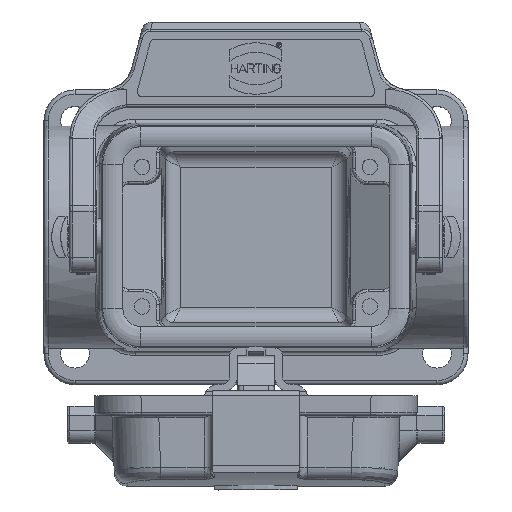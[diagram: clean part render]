
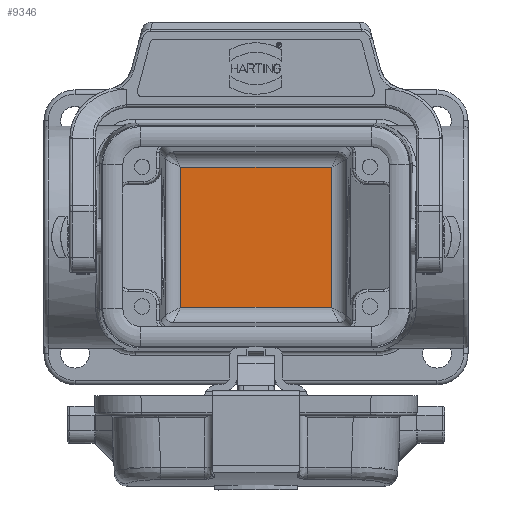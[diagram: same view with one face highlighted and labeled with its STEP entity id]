
A CAD part, top view. The second image highlights one B-rep face of the part: STEP entity #9346.
In plain terms, the highlighted planar face has unit normal (0, 0, 1).
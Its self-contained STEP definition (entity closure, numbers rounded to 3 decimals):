
#9346=ADVANCED_FACE('',(#11372),#10567,.F.);
#10567=PLANE('',#36468);
#11372=FACE_OUTER_BOUND('',#12653,.T.);
#12653=EDGE_LOOP('',(#15834,#15835,#15836,#15837));
#15834=ORIENTED_EDGE('',*,*,#24363,.T.);
#15835=ORIENTED_EDGE('',*,*,#24364,.T.);
#15836=ORIENTED_EDGE('',*,*,#24365,.T.);
#15837=ORIENTED_EDGE('',*,*,#24366,.T.);
#21966=VERTEX_POINT('',#49211);
#21967=VERTEX_POINT('',#49212);
#21968=VERTEX_POINT('',#49214);
#21969=VERTEX_POINT('',#49216);
#24363=EDGE_CURVE('',#21966,#21967,#29800,.T.);
#24364=EDGE_CURVE('',#21967,#21968,#29801,.T.);
#24365=EDGE_CURVE('',#21968,#21969,#29802,.T.);
#24366=EDGE_CURVE('',#21969,#21966,#29803,.T.);
#29800=LINE('',#49210,#31862);
#29801=LINE('',#49213,#31863);
#29802=LINE('',#49215,#31864);
#29803=LINE('',#49217,#31865);
#31862=VECTOR('',#39640,1.);
#31863=VECTOR('',#39641,1.);
#31864=VECTOR('',#39642,1.);
#31865=VECTOR('',#39643,1.);
#36468=AXIS2_PLACEMENT_3D('',#49218,#39644,#39645);
#39640=DIRECTION('',(1.,0.,0.));
#39641=DIRECTION('',(0.,1.,0.));
#39642=DIRECTION('',(-1.,0.,0.));
#39643=DIRECTION('',(0.,-1.,0.));
#39644=DIRECTION('',(0.,0.,-1.));
#39645=DIRECTION('',(-1.,0.,0.));
#49210=CARTESIAN_POINT('',(-16.,-13.572,-58.25));
#49211=CARTESIAN_POINT('',(-14.56,-13.572,-58.25));
#49212=CARTESIAN_POINT('',(14.56,-13.572,-58.25));
#49213=CARTESIAN_POINT('',(14.56,17.75,-58.25));
#49214=CARTESIAN_POINT('',(14.56,13.572,-58.25));
#49215=CARTESIAN_POINT('',(-17.5,13.572,-58.25));
#49216=CARTESIAN_POINT('',(-14.56,13.572,-58.25));
#49217=CARTESIAN_POINT('',(-14.56,17.75,-58.25));
#49218=CARTESIAN_POINT('',(-17.5,17.75,-58.25));
